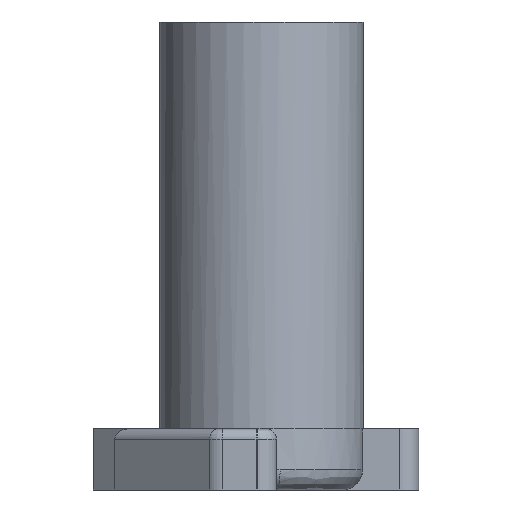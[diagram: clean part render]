
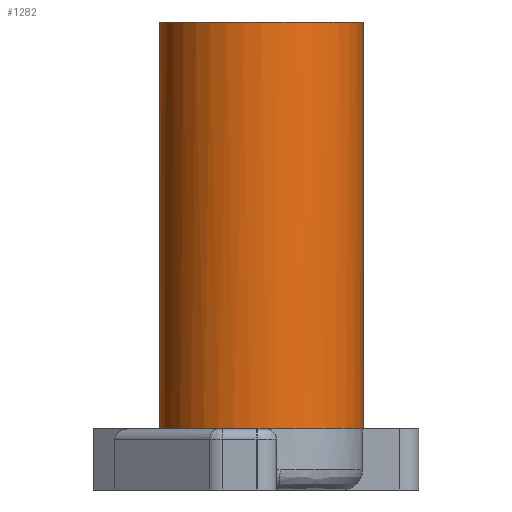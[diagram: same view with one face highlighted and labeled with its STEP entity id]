
A CAD part, front view. The second image highlights one B-rep face of the part: STEP entity #1282.
In plain terms, the highlighted cylindrical face has radius 5 mm (diameter 10 mm), a full revolution.
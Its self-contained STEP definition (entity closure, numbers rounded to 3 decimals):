
#44 = CYLINDRICAL_SURFACE('',#45,5.);
#45 = AXIS2_PLACEMENT_3D('',#46,#47,#48);
#46 = CARTESIAN_POINT('',(0.26,-7.14,0.));
#47 = DIRECTION('',(-0.,-0.,-1.));
#48 = DIRECTION('',(1.,0.,0.));
#276 = VERTEX_POINT('',#277);
#277 = CARTESIAN_POINT('',(-0.5,-2.198,3.));
#331 = EDGE_CURVE('',#276,#332,#334,.T.);
#332 = VERTEX_POINT('',#333);
#333 = CARTESIAN_POINT('',(-1.,-2.301,3.));
#334 = SURFACE_CURVE('',#335,(#340,#347),.PCURVE_S1.);
#335 = CIRCLE('',#336,5.);
#336 = AXIS2_PLACEMENT_3D('',#337,#338,#339);
#337 = CARTESIAN_POINT('',(0.26,-7.14,3.));
#338 = DIRECTION('',(0.,0.,1.));
#339 = DIRECTION('',(1.,0.,0.));
#340 = PCURVE('',#44,#341);
#341 = DEFINITIONAL_REPRESENTATION('',(#342),#346);
#342 = LINE('',#343,#344);
#343 = CARTESIAN_POINT('',(-0.,-3.));
#344 = VECTOR('',#345,1.);
#345 = DIRECTION('',(-1.,0.));
#346 = ( GEOMETRIC_REPRESENTATION_CONTEXT(2) 
PARAMETRIC_REPRESENTATION_CONTEXT() REPRESENTATION_CONTEXT('2D SPACE',''
  ) );
#347 = PCURVE('',#348,#353);
#348 = CYLINDRICAL_SURFACE('',#349,5.);
#349 = AXIS2_PLACEMENT_3D('',#350,#351,#352);
#350 = CARTESIAN_POINT('',(0.26,-7.14,3.));
#351 = DIRECTION('',(-0.,-0.,-1.));
#352 = DIRECTION('',(1.,0.,0.));
#353 = DEFINITIONAL_REPRESENTATION('',(#354),#358);
#354 = LINE('',#355,#356);
#355 = CARTESIAN_POINT('',(-0.,0.));
#356 = VECTOR('',#357,1.);
#357 = DIRECTION('',(-1.,0.));
#358 = ( GEOMETRIC_REPRESENTATION_CONTEXT(2) 
PARAMETRIC_REPRESENTATION_CONTEXT() REPRESENTATION_CONTEXT('2D SPACE',''
  ) );
#360 = EDGE_CURVE('',#332,#361,#363,.T.);
#361 = VERTEX_POINT('',#362);
#362 = CARTESIAN_POINT('',(-4.48,-5.549,3.));
#363 = SURFACE_CURVE('',#364,(#369,#376),.PCURVE_S1.);
#364 = CIRCLE('',#365,5.);
#365 = AXIS2_PLACEMENT_3D('',#366,#367,#368);
#366 = CARTESIAN_POINT('',(0.26,-7.14,3.));
#367 = DIRECTION('',(0.,0.,1.));
#368 = DIRECTION('',(1.,0.,0.));
#369 = PCURVE('',#44,#370);
#370 = DEFINITIONAL_REPRESENTATION('',(#371),#375);
#371 = LINE('',#372,#373);
#372 = CARTESIAN_POINT('',(-0.,-3.));
#373 = VECTOR('',#374,1.);
#374 = DIRECTION('',(-1.,0.));
#375 = ( GEOMETRIC_REPRESENTATION_CONTEXT(2) 
PARAMETRIC_REPRESENTATION_CONTEXT() REPRESENTATION_CONTEXT('2D SPACE',''
  ) );
#376 = PCURVE('',#348,#377);
#377 = DEFINITIONAL_REPRESENTATION('',(#378),#382);
#378 = LINE('',#379,#380);
#379 = CARTESIAN_POINT('',(-0.,0.));
#380 = VECTOR('',#381,1.);
#381 = DIRECTION('',(-1.,0.));
#382 = ( GEOMETRIC_REPRESENTATION_CONTEXT(2) 
PARAMETRIC_REPRESENTATION_CONTEXT() REPRESENTATION_CONTEXT('2D SPACE',''
  ) );
#589 = PLANE('',#590);
#590 = AXIS2_PLACEMENT_3D('',#591,#592,#593);
#591 = CARTESIAN_POINT('',(-0.039,-6.591,3.));
#592 = DIRECTION('',(0.,0.,1.));
#593 = DIRECTION('',(1.,0.,0.));
#1282 = ADVANCED_FACE('',(#1283),#348,.T.);
#1283 = FACE_BOUND('',#1284,.F.);
#1284 = EDGE_LOOP('',(#1285,#1309,#1332,#1359,#1360,#1384,#1413,#1437,
    #1464,#1465));
#1285 = ORIENTED_EDGE('',*,*,#1286,.F.);
#1286 = EDGE_CURVE('',#1287,#276,#1289,.T.);
#1287 = VERTEX_POINT('',#1288);
#1288 = CARTESIAN_POINT('',(5.26,-7.14,3.));
#1289 = SURFACE_CURVE('',#1290,(#1295,#1302),.PCURVE_S1.);
#1290 = CIRCLE('',#1291,5.);
#1291 = AXIS2_PLACEMENT_3D('',#1292,#1293,#1294);
#1292 = CARTESIAN_POINT('',(0.26,-7.14,3.));
#1293 = DIRECTION('',(0.,0.,1.));
#1294 = DIRECTION('',(1.,0.,0.));
#1295 = PCURVE('',#348,#1296);
#1296 = DEFINITIONAL_REPRESENTATION('',(#1297),#1301);
#1297 = LINE('',#1298,#1299);
#1298 = CARTESIAN_POINT('',(-0.,0.));
#1299 = VECTOR('',#1300,1.);
#1300 = DIRECTION('',(-1.,0.));
#1301 = ( GEOMETRIC_REPRESENTATION_CONTEXT(2) 
PARAMETRIC_REPRESENTATION_CONTEXT() REPRESENTATION_CONTEXT('2D SPACE',''
  ) );
#1302 = PCURVE('',#589,#1303);
#1303 = DEFINITIONAL_REPRESENTATION('',(#1304),#1308);
#1304 = CIRCLE('',#1305,5.);
#1305 = AXIS2_PLACEMENT_2D('',#1306,#1307);
#1306 = CARTESIAN_POINT('',(0.299,-0.549));
#1307 = DIRECTION('',(1.,0.));
#1308 = ( GEOMETRIC_REPRESENTATION_CONTEXT(2) 
PARAMETRIC_REPRESENTATION_CONTEXT() REPRESENTATION_CONTEXT('2D SPACE',''
  ) );
#1309 = ORIENTED_EDGE('',*,*,#1310,.T.);
#1310 = EDGE_CURVE('',#1287,#1311,#1313,.T.);
#1311 = VERTEX_POINT('',#1312);
#1312 = CARTESIAN_POINT('',(5.26,-7.14,23.));
#1313 = SEAM_CURVE('',#1314,(#1318,#1325),.PCURVE_S1.);
#1314 = LINE('',#1315,#1316);
#1315 = CARTESIAN_POINT('',(5.26,-7.14,3.));
#1316 = VECTOR('',#1317,1.);
#1317 = DIRECTION('',(0.,0.,1.));
#1318 = PCURVE('',#348,#1319);
#1319 = DEFINITIONAL_REPRESENTATION('',(#1320),#1324);
#1320 = LINE('',#1321,#1322);
#1321 = CARTESIAN_POINT('',(-0.,0.));
#1322 = VECTOR('',#1323,1.);
#1323 = DIRECTION('',(-0.,-1.));
#1324 = ( GEOMETRIC_REPRESENTATION_CONTEXT(2) 
PARAMETRIC_REPRESENTATION_CONTEXT() REPRESENTATION_CONTEXT('2D SPACE',''
  ) );
#1325 = PCURVE('',#348,#1326);
#1326 = DEFINITIONAL_REPRESENTATION('',(#1327),#1331);
#1327 = LINE('',#1328,#1329);
#1328 = CARTESIAN_POINT('',(-6.283,0.));
#1329 = VECTOR('',#1330,1.);
#1330 = DIRECTION('',(-0.,-1.));
#1331 = ( GEOMETRIC_REPRESENTATION_CONTEXT(2) 
PARAMETRIC_REPRESENTATION_CONTEXT() REPRESENTATION_CONTEXT('2D SPACE',''
  ) );
#1332 = ORIENTED_EDGE('',*,*,#1333,.T.);
#1333 = EDGE_CURVE('',#1311,#1311,#1334,.T.);
#1334 = SURFACE_CURVE('',#1335,(#1340,#1347),.PCURVE_S1.);
#1335 = CIRCLE('',#1336,5.);
#1336 = AXIS2_PLACEMENT_3D('',#1337,#1338,#1339);
#1337 = CARTESIAN_POINT('',(0.26,-7.14,23.));
#1338 = DIRECTION('',(0.,0.,1.));
#1339 = DIRECTION('',(1.,0.,0.));
#1340 = PCURVE('',#348,#1341);
#1341 = DEFINITIONAL_REPRESENTATION('',(#1342),#1346);
#1342 = LINE('',#1343,#1344);
#1343 = CARTESIAN_POINT('',(-0.,-20.));
#1344 = VECTOR('',#1345,1.);
#1345 = DIRECTION('',(-1.,0.));
#1346 = ( GEOMETRIC_REPRESENTATION_CONTEXT(2) 
PARAMETRIC_REPRESENTATION_CONTEXT() REPRESENTATION_CONTEXT('2D SPACE',''
  ) );
#1347 = PCURVE('',#1348,#1353);
#1348 = PLANE('',#1349);
#1349 = AXIS2_PLACEMENT_3D('',#1350,#1351,#1352);
#1350 = CARTESIAN_POINT('',(0.26,-7.14,23.));
#1351 = DIRECTION('',(0.,0.,1.));
#1352 = DIRECTION('',(1.,0.,0.));
#1353 = DEFINITIONAL_REPRESENTATION('',(#1354),#1358);
#1354 = CIRCLE('',#1355,5.);
#1355 = AXIS2_PLACEMENT_2D('',#1356,#1357);
#1356 = CARTESIAN_POINT('',(0.,0.));
#1357 = DIRECTION('',(1.,0.));
#1358 = ( GEOMETRIC_REPRESENTATION_CONTEXT(2) 
PARAMETRIC_REPRESENTATION_CONTEXT() REPRESENTATION_CONTEXT('2D SPACE',''
  ) );
#1359 = ORIENTED_EDGE('',*,*,#1310,.F.);
#1360 = ORIENTED_EDGE('',*,*,#1361,.F.);
#1361 = EDGE_CURVE('',#1362,#1287,#1364,.T.);
#1362 = VERTEX_POINT('',#1363);
#1363 = CARTESIAN_POINT('',(5.243,-7.549,3.));
#1364 = SURFACE_CURVE('',#1365,(#1370,#1377),.PCURVE_S1.);
#1365 = CIRCLE('',#1366,5.);
#1366 = AXIS2_PLACEMENT_3D('',#1367,#1368,#1369);
#1367 = CARTESIAN_POINT('',(0.26,-7.14,3.));
#1368 = DIRECTION('',(0.,0.,1.));
#1369 = DIRECTION('',(1.,0.,0.));
#1370 = PCURVE('',#348,#1371);
#1371 = DEFINITIONAL_REPRESENTATION('',(#1372),#1376);
#1372 = LINE('',#1373,#1374);
#1373 = CARTESIAN_POINT('',(-0.,0.));
#1374 = VECTOR('',#1375,1.);
#1375 = DIRECTION('',(-1.,0.));
#1376 = ( GEOMETRIC_REPRESENTATION_CONTEXT(2) 
PARAMETRIC_REPRESENTATION_CONTEXT() REPRESENTATION_CONTEXT('2D SPACE',''
  ) );
#1377 = PCURVE('',#589,#1378);
#1378 = DEFINITIONAL_REPRESENTATION('',(#1379),#1383);
#1379 = CIRCLE('',#1380,5.);
#1380 = AXIS2_PLACEMENT_2D('',#1381,#1382);
#1381 = CARTESIAN_POINT('',(0.299,-0.549));
#1382 = DIRECTION('',(1.,0.));
#1383 = ( GEOMETRIC_REPRESENTATION_CONTEXT(2) 
PARAMETRIC_REPRESENTATION_CONTEXT() REPRESENTATION_CONTEXT('2D SPACE',''
  ) );
#1384 = ORIENTED_EDGE('',*,*,#1385,.F.);
#1385 = EDGE_CURVE('',#1386,#1362,#1388,.T.);
#1386 = VERTEX_POINT('',#1387);
#1387 = CARTESIAN_POINT('',(1.,-12.085,3.));
#1388 = SURFACE_CURVE('',#1389,(#1394,#1401),.PCURVE_S1.);
#1389 = CIRCLE('',#1390,5.);
#1390 = AXIS2_PLACEMENT_3D('',#1391,#1392,#1393);
#1391 = CARTESIAN_POINT('',(0.26,-7.14,3.));
#1392 = DIRECTION('',(0.,0.,1.));
#1393 = DIRECTION('',(1.,0.,0.));
#1394 = PCURVE('',#348,#1395);
#1395 = DEFINITIONAL_REPRESENTATION('',(#1396),#1400);
#1396 = LINE('',#1397,#1398);
#1397 = CARTESIAN_POINT('',(-0.,0.));
#1398 = VECTOR('',#1399,1.);
#1399 = DIRECTION('',(-1.,0.));
#1400 = ( GEOMETRIC_REPRESENTATION_CONTEXT(2) 
PARAMETRIC_REPRESENTATION_CONTEXT() REPRESENTATION_CONTEXT('2D SPACE',''
  ) );
#1401 = PCURVE('',#1402,#1407);
#1402 = CYLINDRICAL_SURFACE('',#1403,5.);
#1403 = AXIS2_PLACEMENT_3D('',#1404,#1405,#1406);
#1404 = CARTESIAN_POINT('',(0.26,-7.14,0.));
#1405 = DIRECTION('',(-0.,-0.,-1.));
#1406 = DIRECTION('',(1.,0.,0.));
#1407 = DEFINITIONAL_REPRESENTATION('',(#1408),#1412);
#1408 = LINE('',#1409,#1410);
#1409 = CARTESIAN_POINT('',(-0.,-3.));
#1410 = VECTOR('',#1411,1.);
#1411 = DIRECTION('',(-1.,0.));
#1412 = ( GEOMETRIC_REPRESENTATION_CONTEXT(2) 
PARAMETRIC_REPRESENTATION_CONTEXT() REPRESENTATION_CONTEXT('2D SPACE',''
  ) );
#1413 = ORIENTED_EDGE('',*,*,#1414,.F.);
#1414 = EDGE_CURVE('',#1415,#1386,#1417,.T.);
#1415 = VERTEX_POINT('',#1416);
#1416 = CARTESIAN_POINT('',(0.5,-12.134,3.));
#1417 = SURFACE_CURVE('',#1418,(#1423,#1430),.PCURVE_S1.);
#1418 = CIRCLE('',#1419,5.);
#1419 = AXIS2_PLACEMENT_3D('',#1420,#1421,#1422);
#1420 = CARTESIAN_POINT('',(0.26,-7.14,3.));
#1421 = DIRECTION('',(0.,0.,1.));
#1422 = DIRECTION('',(1.,0.,0.));
#1423 = PCURVE('',#348,#1424);
#1424 = DEFINITIONAL_REPRESENTATION('',(#1425),#1429);
#1425 = LINE('',#1426,#1427);
#1426 = CARTESIAN_POINT('',(-0.,0.));
#1427 = VECTOR('',#1428,1.);
#1428 = DIRECTION('',(-1.,0.));
#1429 = ( GEOMETRIC_REPRESENTATION_CONTEXT(2) 
PARAMETRIC_REPRESENTATION_CONTEXT() REPRESENTATION_CONTEXT('2D SPACE',''
  ) );
#1430 = PCURVE('',#1402,#1431);
#1431 = DEFINITIONAL_REPRESENTATION('',(#1432),#1436);
#1432 = LINE('',#1433,#1434);
#1433 = CARTESIAN_POINT('',(-0.,-3.));
#1434 = VECTOR('',#1435,1.);
#1435 = DIRECTION('',(-1.,0.));
#1436 = ( GEOMETRIC_REPRESENTATION_CONTEXT(2) 
PARAMETRIC_REPRESENTATION_CONTEXT() REPRESENTATION_CONTEXT('2D SPACE',''
  ) );
#1437 = ORIENTED_EDGE('',*,*,#1438,.F.);
#1438 = EDGE_CURVE('',#361,#1415,#1439,.T.);
#1439 = SURFACE_CURVE('',#1440,(#1445,#1452),.PCURVE_S1.);
#1440 = CIRCLE('',#1441,5.);
#1441 = AXIS2_PLACEMENT_3D('',#1442,#1443,#1444);
#1442 = CARTESIAN_POINT('',(0.26,-7.14,3.));
#1443 = DIRECTION('',(0.,0.,1.));
#1444 = DIRECTION('',(1.,0.,0.));
#1445 = PCURVE('',#348,#1446);
#1446 = DEFINITIONAL_REPRESENTATION('',(#1447),#1451);
#1447 = LINE('',#1448,#1449);
#1448 = CARTESIAN_POINT('',(-0.,0.));
#1449 = VECTOR('',#1450,1.);
#1450 = DIRECTION('',(-1.,0.));
#1451 = ( GEOMETRIC_REPRESENTATION_CONTEXT(2) 
PARAMETRIC_REPRESENTATION_CONTEXT() REPRESENTATION_CONTEXT('2D SPACE',''
  ) );
#1452 = PCURVE('',#1453,#1458);
#1453 = PLANE('',#1454);
#1454 = AXIS2_PLACEMENT_3D('',#1455,#1456,#1457);
#1455 = CARTESIAN_POINT('',(-0.039,-6.591,3.));
#1456 = DIRECTION('',(0.,0.,1.));
#1457 = DIRECTION('',(1.,0.,0.));
#1458 = DEFINITIONAL_REPRESENTATION('',(#1459),#1463);
#1459 = CIRCLE('',#1460,5.);
#1460 = AXIS2_PLACEMENT_2D('',#1461,#1462);
#1461 = CARTESIAN_POINT('',(0.299,-0.549));
#1462 = DIRECTION('',(1.,0.));
#1463 = ( GEOMETRIC_REPRESENTATION_CONTEXT(2) 
PARAMETRIC_REPRESENTATION_CONTEXT() REPRESENTATION_CONTEXT('2D SPACE',''
  ) );
#1464 = ORIENTED_EDGE('',*,*,#360,.F.);
#1465 = ORIENTED_EDGE('',*,*,#331,.F.);
